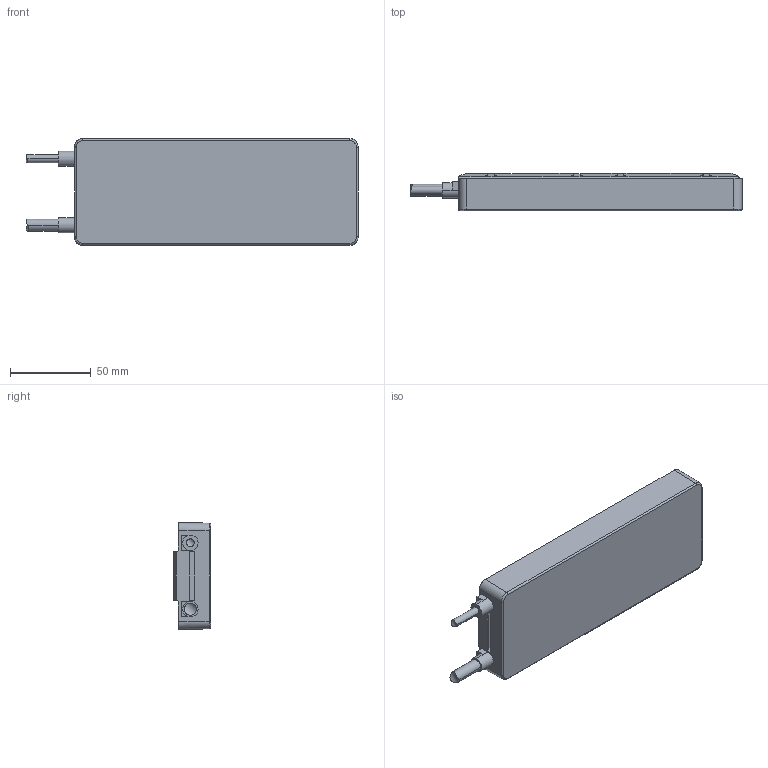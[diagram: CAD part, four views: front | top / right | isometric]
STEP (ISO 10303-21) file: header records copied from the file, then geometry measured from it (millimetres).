
FILE_DESCRIPTION((''),'2;1');
FILE_NAME('PRT0017','2016-12-20T',('ch5526'),(''),'PRO/ENGINEER BY PARAMETRIC TECHNOLOGY CORPORATION, 2014000','PRO/ENGINEER BY PARAMETRIC TECHNOLOGY CORPORATION, 2014000','');
FILE_SCHEMA(('CONFIG_CONTROL_DESIGN'));
Length unit declared in the file: millimetre
Products named in the file (1): PRT0017
Bounding box: 205 x 23.15 x 66 mm (x, y, z)
Volume: 245975 mm3; surface area: 39252.2 mm2
Topology: 1 solids, 3 shells, 207 faces, 573 edges, 372 vertices
Faces by surface type: plane 154, cylinder 49, bspline 4
Entity records: 8294 total; most frequent: CARTESIAN_POINT 1581, ORIENTED_EDGE 1146, DIRECTION 1019, EDGE_CURVE 573, VECTOR 449, LINE 449, VERTEX_POINT 372, AXIS2_PLACEMENT_3D 285
